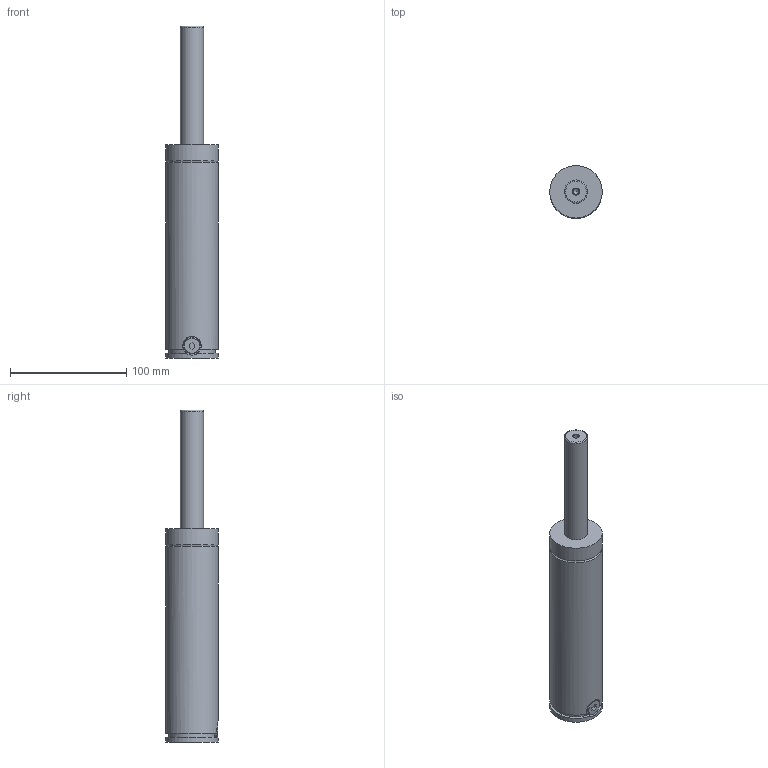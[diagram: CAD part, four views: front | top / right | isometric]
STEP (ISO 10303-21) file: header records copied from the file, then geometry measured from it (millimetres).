
FILE_DESCRIPTION(/* description */ ('STEP AP203'),/* implementation_level */ '2;1');
FILE_NAME(/* name */ 'Y 00500_100 A.stp',/* time_stamp */ '2019-03-25T11:14:58+03:00',/* author */ ('Doğan'),/* organization */ (''),/* preprocessor_version */ 'ST-DEVELOPER v17.2',/* originating_system */ 'Autodesk Inventor 2019',/* authorisation */ '');
FILE_SCHEMA (('AUTOMOTIVE_DESIGN { 1 0 10303 214 3 1 1 }'));
Length unit declared in the file: millimetre
Products named in the file (1): Y 00500_100 A
Bounding box: 45 x 45 x 285 mm (x, y, z)
Volume: 320061.1 mm3; surface area: 37288.6 mm2
Topology: 1 solids, 1 shells, 43 faces, 118 edges, 82 vertices
Faces by surface type: plane 22, cylinder 12, cone 7, torus 2
Full cylindrical faces by diameter (mm): 5 x1, 6.8 x2, 14 x2, 20 x1, 45 x3
Entity records: 1462 total; most frequent: CARTESIAN_POINT 282, DIRECTION 250, ORIENTED_EDGE 230, EDGE_CURVE 115, AXIS2_PLACEMENT_3D 95, VERTEX_POINT 82, LINE 60, VECTOR 60
